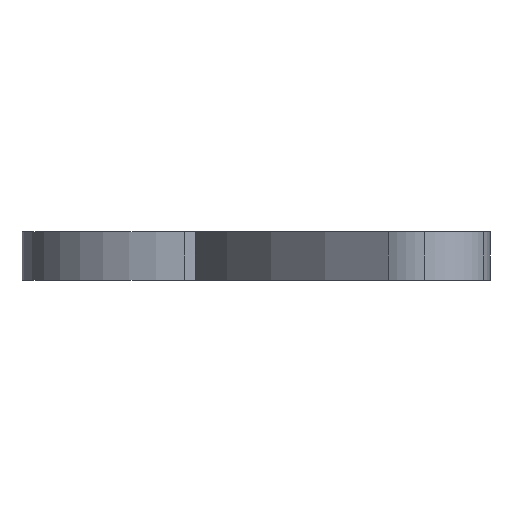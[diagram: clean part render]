
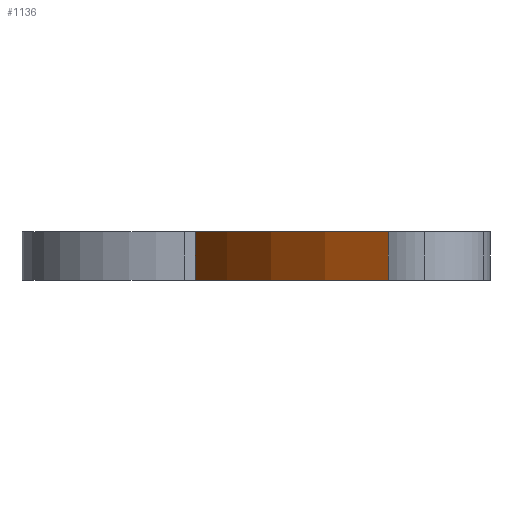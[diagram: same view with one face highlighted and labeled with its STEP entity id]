
A CAD part, left-side view. The second image highlights one B-rep face of the part: STEP entity #1136.
In plain terms, the highlighted cylindrical face has radius 31 mm (diameter 62 mm), a partial arc.
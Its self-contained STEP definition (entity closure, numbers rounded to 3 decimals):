
#15 = ORIENTED_EDGE ( 'NONE', *, *, #1117, .T. ) ;
#61 = ORIENTED_EDGE ( 'NONE', *, *, #872, .F. ) ;
#82 = DIRECTION ( 'NONE',  ( 0., 0., -1. ) ) ;
#152 = AXIS2_PLACEMENT_3D ( 'NONE', #458, #1223, #575 ) ;
#210 = CARTESIAN_POINT ( 'NONE',  ( 0., 0., 0. ) ) ;
#283 = DIRECTION ( 'NONE',  ( 0., 0., 1. ) ) ;
#312 = DIRECTION ( 'NONE',  ( 1., 0., 0. ) ) ;
#315 = VERTEX_POINT ( 'NONE', #1275 ) ;
#319 = LINE ( 'NONE', #327, #573 ) ;
#327 = CARTESIAN_POINT ( 'NONE',  ( -9.979, 29.35, 3. ) ) ;
#329 = CYLINDRICAL_SURFACE ( 'NONE', #629, 31. ) ;
#378 = AXIS2_PLACEMENT_3D ( 'NONE', #210, #969, #312 ) ;
#442 = ORIENTED_EDGE ( 'NONE', *, *, #688, .T. ) ;
#446 = VECTOR ( 'NONE', #283, 1000. ) ;
#458 = CARTESIAN_POINT ( 'NONE',  ( 0., 0., 3. ) ) ;
#462 = VERTEX_POINT ( 'NONE', #904 ) ;
#474 = EDGE_LOOP ( 'NONE', ( #442, #15, #61, #495 ) ) ;
#495 = ORIENTED_EDGE ( 'NONE', *, *, #627, .T. ) ;
#501 = CIRCLE ( 'NONE', #378, 31. ) ;
#573 = VECTOR ( 'NONE', #727, 1000. ) ;
#575 = DIRECTION ( 'NONE',  ( 1., 0., 0. ) ) ;
#627 = EDGE_CURVE ( 'NONE', #462, #977, #319, .T. ) ;
#629 = AXIS2_PLACEMENT_3D ( 'NONE', #1158, #82, #1259 ) ;
#688 = EDGE_CURVE ( 'NONE', #977, #1191, #501, .T. ) ;
#707 = CARTESIAN_POINT ( 'NONE',  ( -9.979, 29.35, 0. ) ) ;
#727 = DIRECTION ( 'NONE',  ( 0., 0., -1. ) ) ;
#779 = LINE ( 'NONE', #940, #446 ) ;
#872 = EDGE_CURVE ( 'NONE', #462, #315, #1348, .T. ) ;
#904 = CARTESIAN_POINT ( 'NONE',  ( -9.979, 29.35, 3. ) ) ;
#940 = CARTESIAN_POINT ( 'NONE',  ( -25.612, 17.465, 3. ) ) ;
#969 = DIRECTION ( 'NONE',  ( 0., 0., 1. ) ) ;
#977 = VERTEX_POINT ( 'NONE', #707 ) ;
#1035 = FACE_OUTER_BOUND ( 'NONE', #474, .T. ) ;
#1117 = EDGE_CURVE ( 'NONE', #1191, #315, #779, .T. ) ;
#1136 = ADVANCED_FACE ( 'NONE', ( #1035 ), #329, .T. ) ;
#1158 = CARTESIAN_POINT ( 'NONE',  ( 0., 0., 3. ) ) ;
#1191 = VERTEX_POINT ( 'NONE', #1270 ) ;
#1223 = DIRECTION ( 'NONE',  ( 0., 0., 1. ) ) ;
#1259 = DIRECTION ( 'NONE',  ( -1., 0., 0. ) ) ;
#1270 = CARTESIAN_POINT ( 'NONE',  ( -25.612, 17.465, 0. ) ) ;
#1275 = CARTESIAN_POINT ( 'NONE',  ( -25.612, 17.465, 3. ) ) ;
#1348 = CIRCLE ( 'NONE', #152, 31. ) ;
